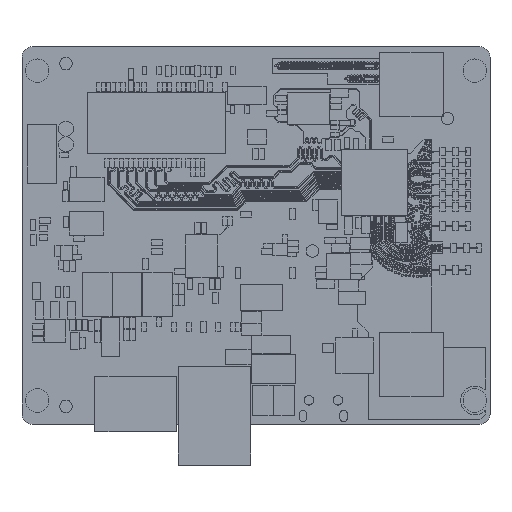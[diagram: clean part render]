
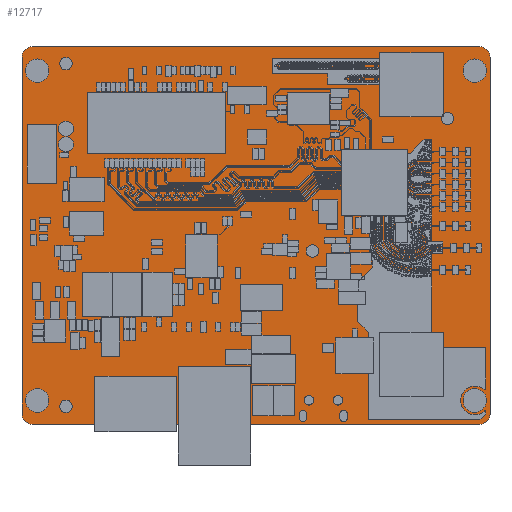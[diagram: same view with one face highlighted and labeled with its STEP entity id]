
A CAD part, top view. The second image highlights one B-rep face of the part: STEP entity #12717.
In plain terms, the highlighted planar face has unit normal (0, 0, 1).
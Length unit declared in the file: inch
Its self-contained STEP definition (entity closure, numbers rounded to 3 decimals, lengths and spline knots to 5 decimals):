
#11018=FACE_OUTER_BOUND($,#11603,.F.);
#11028=FACE_OUTER_BOUND($,#11613,.T.);
#11032=FACE_OUTER_BOUND($,#11617,.T.);
#11036=FACE_OUTER_BOUND($,#11621,.T.);
#11040=FACE_OUTER_BOUND($,#11625,.T.);
#11044=FACE_OUTER_BOUND($,#11629,.T.);
#11048=FACE_OUTER_BOUND($,#11633,.T.);
#11603=EDGE_LOOP($,(#24841,#24842,#24843,#24844,#24845,#24846,#24847,#24848));
#11613=EDGE_LOOP($,(#24889,#24890));
#11617=EDGE_LOOP($,(#24901,#24902));
#11621=EDGE_LOOP($,(#24913,#24914));
#11625=EDGE_LOOP($,(#24925,#24926));
#11629=EDGE_LOOP($,(#24937,#24938));
#11633=EDGE_LOOP($,(#24949,#24950));
#12188=PLANE($,#19665);
#12717=ADVANCED_FACE($,(#11018,#11028,#11032,#11036,#11040,#11044,#11048),
#12188,.T.);
#13286=VECTOR($,#39088,2.425);
#13287=VECTOR($,#39089,3.04);
#13288=VECTOR($,#39090,2.425);
#13289=VECTOR($,#39091,3.04);
#16208=LINE($,#46236,#13286);
#16209=LINE($,#46238,#13287);
#16210=LINE($,#46240,#13288);
#16211=LINE($,#46242,#13289);
#19130=CIRCLE($,#19661,0.07);
#19131=CIRCLE($,#19662,0.07);
#19132=CIRCLE($,#19663,0.07);
#19133=CIRCLE($,#19664,0.07);
#19138=CIRCLE($,#19679,0.08);
#19139=CIRCLE($,#19680,0.08);
#19142=CIRCLE($,#19685,0.08);
#19143=CIRCLE($,#19686,0.08);
#19146=CIRCLE($,#19691,0.08);
#19147=CIRCLE($,#19692,0.08);
#19150=CIRCLE($,#19697,0.08);
#19151=CIRCLE($,#19698,0.08);
#19154=CIRCLE($,#19703,0.0201);
#19155=CIRCLE($,#19704,0.0201);
#19158=CIRCLE($,#19709,0.0201);
#19159=CIRCLE($,#19710,0.0201);
#19661=AXIS2_PLACEMENT_3D($,#46244,#39085,$);
#19662=AXIS2_PLACEMENT_3D($,#46245,#39085,$);
#19663=AXIS2_PLACEMENT_3D($,#46246,#39085,$);
#19664=AXIS2_PLACEMENT_3D($,#46247,#39085,$);
#19665=AXIS2_PLACEMENT_3D($,#46236,#39085,$);
#19679=AXIS2_PLACEMENT_3D($,#46268,#39085,$);
#19680=AXIS2_PLACEMENT_3D($,#46269,#39085,$);
#19685=AXIS2_PLACEMENT_3D($,#46280,#39085,$);
#19686=AXIS2_PLACEMENT_3D($,#46281,#39085,$);
#19691=AXIS2_PLACEMENT_3D($,#46292,#39085,$);
#19692=AXIS2_PLACEMENT_3D($,#46293,#39085,$);
#19697=AXIS2_PLACEMENT_3D($,#46304,#39085,$);
#19698=AXIS2_PLACEMENT_3D($,#46305,#39085,$);
#19703=AXIS2_PLACEMENT_3D($,#46316,#39085,$);
#19704=AXIS2_PLACEMENT_3D($,#46317,#39085,$);
#19709=AXIS2_PLACEMENT_3D($,#46328,#39085,$);
#19710=AXIS2_PLACEMENT_3D($,#46329,#39085,$);
#24841=ORIENTED_EDGE($,*,*,#28958,.T.);
#24842=ORIENTED_EDGE($,*,*,#28959,.T.);
#24843=ORIENTED_EDGE($,*,*,#28960,.T.);
#24844=ORIENTED_EDGE($,*,*,#28961,.T.);
#24845=ORIENTED_EDGE($,*,*,#28962,.T.);
#24846=ORIENTED_EDGE($,*,*,#28963,.T.);
#24847=ORIENTED_EDGE($,*,*,#28964,.T.);
#24848=ORIENTED_EDGE($,*,*,#28965,.T.);
#24889=ORIENTED_EDGE($,*,*,#28983,.T.);
#24890=ORIENTED_EDGE($,*,*,#28984,.T.);
#24901=ORIENTED_EDGE($,*,*,#28990,.T.);
#24902=ORIENTED_EDGE($,*,*,#28991,.T.);
#24913=ORIENTED_EDGE($,*,*,#28997,.T.);
#24914=ORIENTED_EDGE($,*,*,#28998,.T.);
#24925=ORIENTED_EDGE($,*,*,#29004,.T.);
#24926=ORIENTED_EDGE($,*,*,#29005,.T.);
#24937=ORIENTED_EDGE($,*,*,#29011,.T.);
#24938=ORIENTED_EDGE($,*,*,#29012,.T.);
#24949=ORIENTED_EDGE($,*,*,#29018,.T.);
#24950=ORIENTED_EDGE($,*,*,#29019,.T.);
#28958=EDGE_CURVE($,#32411,#32412,#19130,.F.);
#28959=EDGE_CURVE($,#32412,#32413,#16208,.T.);
#28960=EDGE_CURVE($,#32413,#32414,#19131,.F.);
#28961=EDGE_CURVE($,#32414,#32415,#16209,.T.);
#28962=EDGE_CURVE($,#32415,#32416,#19132,.F.);
#28963=EDGE_CURVE($,#32416,#32417,#16210,.T.);
#28964=EDGE_CURVE($,#32417,#32418,#19133,.F.);
#28965=EDGE_CURVE($,#32418,#32411,#16211,.T.);
#28983=EDGE_CURVE($,#32429,#32430,#19138,.F.);
#28984=EDGE_CURVE($,#32430,#32429,#19139,.F.);
#28990=EDGE_CURVE($,#32435,#32436,#19142,.F.);
#28991=EDGE_CURVE($,#32436,#32435,#19143,.F.);
#28997=EDGE_CURVE($,#32441,#32442,#19146,.F.);
#28998=EDGE_CURVE($,#32442,#32441,#19147,.F.);
#29004=EDGE_CURVE($,#32447,#32448,#19150,.F.);
#29005=EDGE_CURVE($,#32448,#32447,#19151,.F.);
#29011=EDGE_CURVE($,#32453,#32454,#19154,.F.);
#29012=EDGE_CURVE($,#32454,#32453,#19155,.F.);
#29018=EDGE_CURVE($,#32459,#32460,#19158,.F.);
#29019=EDGE_CURVE($,#32460,#32459,#19159,.F.);
#32411=VERTEX_POINT($,#46235);
#32412=VERTEX_POINT($,#46236);
#32413=VERTEX_POINT($,#46237);
#32414=VERTEX_POINT($,#46238);
#32415=VERTEX_POINT($,#46239);
#32416=VERTEX_POINT($,#46240);
#32417=VERTEX_POINT($,#46241);
#32418=VERTEX_POINT($,#46242);
#32429=VERTEX_POINT($,#46265);
#32430=VERTEX_POINT($,#46266);
#32435=VERTEX_POINT($,#46277);
#32436=VERTEX_POINT($,#46278);
#32441=VERTEX_POINT($,#46289);
#32442=VERTEX_POINT($,#46290);
#32447=VERTEX_POINT($,#46301);
#32448=VERTEX_POINT($,#46302);
#32453=VERTEX_POINT($,#46313);
#32454=VERTEX_POINT($,#46314);
#32459=VERTEX_POINT($,#46325);
#32460=VERTEX_POINT($,#46326);
#39085=DIRECTION($,(0.,0.,1.));
#39088=DIRECTION($,(0.,-1.,0.));
#39089=DIRECTION($,(-1.,0.,0.));
#39090=DIRECTION($,(0.,1.,0.));
#39091=DIRECTION($,(1.,0.,0.));
#46235=CARTESIAN_POINT('',(3.00725,2.4025,0.));
#46236=CARTESIAN_POINT('',(3.07725,2.3325,0.));
#46237=CARTESIAN_POINT('',(3.07725,-0.0925,0.));
#46238=CARTESIAN_POINT('',(3.00725,-0.1625,0.));
#46239=CARTESIAN_POINT('',(-0.03275,-0.1625,0.));
#46240=CARTESIAN_POINT('',(-0.10275,-0.0925,0.));
#46241=CARTESIAN_POINT('',(-0.10275,2.3325,0.));
#46242=CARTESIAN_POINT('',(-0.03275,2.4025,0.));
#46244=CARTESIAN_POINT('',(3.00725,2.3325,0.));
#46245=CARTESIAN_POINT('',(3.00725,-0.0925,0.));
#46246=CARTESIAN_POINT('',(-0.03275,-0.0925,0.));
#46247=CARTESIAN_POINT('',(-0.03275,2.3325,0.));
#46265=CARTESIAN_POINT('',(3.0545,0.,0.));
#46266=CARTESIAN_POINT('',(2.8945,0.,0.));
#46268=CARTESIAN_POINT('',(2.9745,0.,0.));
#46269=CARTESIAN_POINT('',(2.9745,0.,0.));
#46277=CARTESIAN_POINT('',(3.0545,2.24,0.));
#46278=CARTESIAN_POINT('',(2.8945,2.24,0.));
#46280=CARTESIAN_POINT('',(2.9745,2.24,0.));
#46281=CARTESIAN_POINT('',(2.9745,2.24,0.));
#46289=CARTESIAN_POINT('',(0.08,0.,0.));
#46290=CARTESIAN_POINT('',(-0.08,0.,0.));
#46292=CARTESIAN_POINT('',(0.,0.,0.));
#46293=CARTESIAN_POINT('',(0.,0.,0.));
#46301=CARTESIAN_POINT('',(0.08,2.24,0.));
#46302=CARTESIAN_POINT('',(-0.08,2.24,0.));
#46304=CARTESIAN_POINT('',(0.,2.24,0.));
#46305=CARTESIAN_POINT('',(0.,2.24,0.));
#46313=CARTESIAN_POINT('',(1.23041,1.78114,0.));
#46314=CARTESIAN_POINT('',(1.19021,1.78114,0.));
#46316=CARTESIAN_POINT('',(1.21031,1.78114,0.));
#46317=CARTESIAN_POINT('',(1.21031,1.78114,0.));
#46325=CARTESIAN_POINT('',(0.43789,1.78114,0.));
#46326=CARTESIAN_POINT('',(0.39769,1.78114,0.));
#46328=CARTESIAN_POINT('',(0.41779,1.78114,0.));
#46329=CARTESIAN_POINT('',(0.41779,1.78114,0.));
